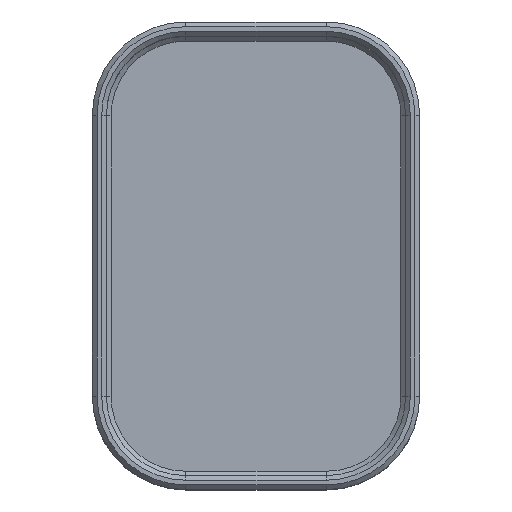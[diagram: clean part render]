
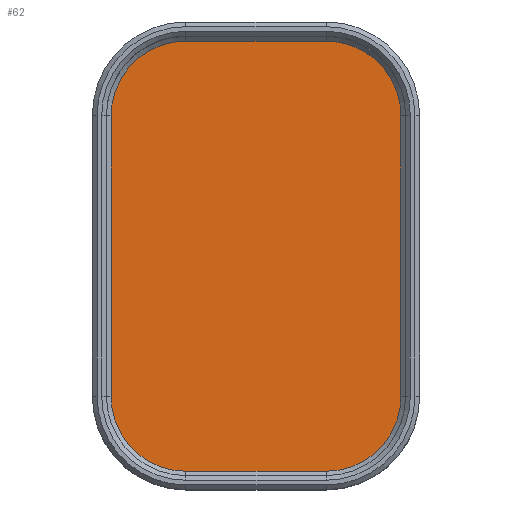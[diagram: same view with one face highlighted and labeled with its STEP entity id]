
A CAD part, top view. The second image highlights one B-rep face of the part: STEP entity #62.
In plain terms, the highlighted planar face has unit normal (0, 0, 1).
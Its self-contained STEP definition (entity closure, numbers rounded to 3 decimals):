
#62=ADVANCED_FACE('',(#167),#169,.T.);
#167=FACE_BOUND('',#168,.T.);
#168=EDGE_LOOP('',(#503,#504,#505,#506,#507,#508,#509,#510));
#169=PLANE('',#170);
#170=AXIS2_PLACEMENT_3D('',#171,#172,#173);
#171=CARTESIAN_POINT('',(0.,0.,3.));
#172=DIRECTION('',(0.,0.,1.));
#173=DIRECTION('',(-1.,0.,0.));
#503=ORIENTED_EDGE('',*,*,#719,.T.);
#504=ORIENTED_EDGE('',*,*,#720,.T.);
#505=ORIENTED_EDGE('',*,*,#721,.T.);
#506=ORIENTED_EDGE('',*,*,#722,.T.);
#507=ORIENTED_EDGE('',*,*,#723,.T.);
#508=ORIENTED_EDGE('',*,*,#724,.T.);
#509=ORIENTED_EDGE('',*,*,#725,.T.);
#510=ORIENTED_EDGE('',*,*,#726,.T.);
#719=EDGE_CURVE('',#855,#856,#857,.T.);
#720=EDGE_CURVE('',#856,#858,#859,.F.);
#721=EDGE_CURVE('',#858,#860,#861,.T.);
#722=EDGE_CURVE('',#860,#862,#863,.F.);
#723=EDGE_CURVE('',#862,#864,#865,.T.);
#724=EDGE_CURVE('',#864,#866,#867,.F.);
#725=EDGE_CURVE('',#866,#868,#869,.T.);
#726=EDGE_CURVE('',#868,#855,#870,.F.);
#855=VERTEX_POINT('',#1107);
#856=VERTEX_POINT('',#1108);
#857=LINE('',#1109,#1110);
#858=VERTEX_POINT('',#1112);
#859=CIRCLE('',#1113,16.);
#860=VERTEX_POINT('',#1117);
#861=LINE('',#1118,#1119);
#862=VERTEX_POINT('',#1121);
#863=CIRCLE('',#1122,16.);
#864=VERTEX_POINT('',#1126);
#865=LINE('',#1127,#1128);
#866=VERTEX_POINT('',#1130);
#867=CIRCLE('',#1131,16.);
#868=VERTEX_POINT('',#1135);
#869=LINE('',#1136,#1137);
#870=CIRCLE('',#1139,16.);
#1107=CARTESIAN_POINT('',(-30.874,31.,3.));
#1108=CARTESIAN_POINT('',(-30.874,-29.,3.));
#1109=CARTESIAN_POINT('',(-30.874,31.,3.));
#1110=VECTOR('',#1111,1.);
#1111=DIRECTION('',(0.,-1.,0.));
#1112=CARTESIAN_POINT('',(-14.874,-45.,3.));
#1113=AXIS2_PLACEMENT_3D('',#1114,#1115,#1116);
#1114=CARTESIAN_POINT('',(-14.874,-29.,3.));
#1115=DIRECTION('',(0.,0.,-1.));
#1116=DIRECTION('',(0.,-1.,0.));
#1117=CARTESIAN_POINT('',(15.126,-45.,3.));
#1118=CARTESIAN_POINT('',(-14.874,-45.,3.));
#1119=VECTOR('',#1120,1.);
#1120=DIRECTION('',(1.,0.,0.));
#1121=CARTESIAN_POINT('',(31.126,-29.,3.));
#1122=AXIS2_PLACEMENT_3D('',#1123,#1124,#1125);
#1123=CARTESIAN_POINT('',(15.126,-29.,3.));
#1124=DIRECTION('',(0.,0.,-1.));
#1125=DIRECTION('',(1.,0.,0.));
#1126=CARTESIAN_POINT('',(31.126,31.,3.));
#1127=CARTESIAN_POINT('',(31.126,-29.,3.));
#1128=VECTOR('',#1129,1.);
#1129=DIRECTION('',(0.,1.,0.));
#1130=CARTESIAN_POINT('',(15.126,47.,3.));
#1131=AXIS2_PLACEMENT_3D('',#1132,#1133,#1134);
#1132=CARTESIAN_POINT('',(15.126,31.,3.));
#1133=DIRECTION('',(0.,0.,-1.));
#1134=DIRECTION('',(0.,1.,0.));
#1135=CARTESIAN_POINT('',(-14.874,47.,3.));
#1136=CARTESIAN_POINT('',(15.126,47.,3.));
#1137=VECTOR('',#1138,1.);
#1138=DIRECTION('',(-1.,0.,0.));
#1139=AXIS2_PLACEMENT_3D('',#1140,#1141,#1142);
#1140=CARTESIAN_POINT('',(-14.874,31.,3.));
#1141=DIRECTION('',(0.,0.,-1.));
#1142=DIRECTION('',(-1.,0.,0.));
